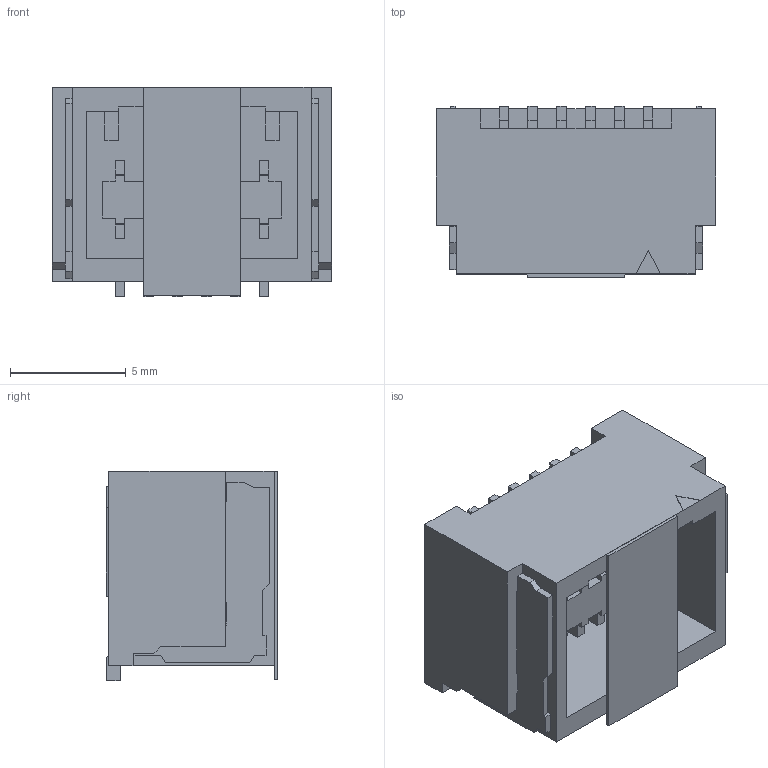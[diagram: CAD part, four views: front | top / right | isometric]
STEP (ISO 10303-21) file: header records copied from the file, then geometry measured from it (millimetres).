
FILE_DESCRIPTION(('STEP AP242'),'1');
FILE_NAME('2045201221.stp','2025-07-09T20:16:44',('TraceParts'),('TraceParts S.A.'),'Spatial InterOp 3D',' ',' ');
FILE_SCHEMA(('AP242_MANAGED_MODEL_BASED_3D_ENGINEERING_MIM_LF {1 0 10303 442 1 1 4}'));
Length unit declared in the file: millimetre
Products named in the file (1): 2045201221wbm000_01
Bounding box: 12.1 x 7.4 x 9.05 mm (x, y, z)
Volume: 415.7 mm3; surface area: 985.4 mm2
Topology: 2 solids, 2 shells, 368 faces, 1050 edges, 700 vertices
Faces by surface type: plane 363, cylinder 5
Entity records: 11839 total; most frequent: CARTESIAN_POINT 2120, ORIENTED_EDGE 2100, DIRECTION 1800, EDGE_CURVE 1050, LINE 1040, VECTOR 1040, VERTEX_POINT 700, EDGE_LOOP 410
